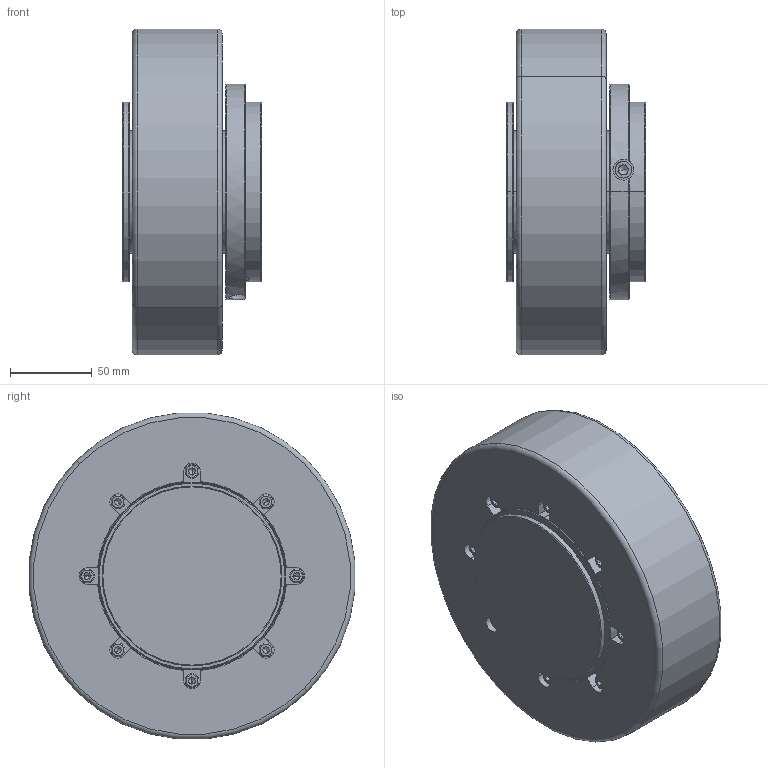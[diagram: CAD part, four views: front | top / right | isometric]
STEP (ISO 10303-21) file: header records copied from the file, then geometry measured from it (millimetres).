
FILE_DESCRIPTION (( 'STEP AP203' ), '1' );
FILE_NAME ('AEQ-115N-020-19-1-H55-W200.STEP', '2024-01-29T02:48:53', ( '' ), ( '' ), 'SwSTEP 2.0', 'SolidWorks 2023', '' );
FILE_SCHEMA (( 'CONFIG_CONTROL_DESIGN' ));
Length unit declared in the file: millimetre
Products named in the file (8): hexagon socket head cap screws gb_GB_FASTENER_SCREWS_HSHCS M6X16-N; 090-19轴锁紧套JA224-030111-19-J2; single coil lock washers light type gb_GB_FASTENER_WASHER_SSWL 5; AEQ-115N-020-19-1-H55-W200; AEQ-115N-L2-19-1（19-70-90-M6）; hexagon socket head cap screws gb_GB_FASTENER_SCREWS_HSHCS M5X45-N; AEQ-115-H55-W200; hex socket set screws with flat point gb_GB_FASTENER_SCREWS_HSFP M12X10-N
Assembly tree (22 placements, depth 2):
  AEQ-115N-020-19-1-H55-W200
    AEQ-115N-L2-19-1（19-70-90-M6）
    090-19轴锁紧套JA224-030111-19-J2
    hexagon socket head cap screws gb_GB_FASTENER_SCREWS_HSHCS M6X16-N
    hex socket set screws with flat point gb_GB_FASTENER_SCREWS_HSFP M12X10-N  x2
    AEQ-115-H55-W200
    hexagon socket head cap screws gb_GB_FASTENER_SCREWS_HSHCS M5X45-N  x8
    single coil lock washers light type gb_GB_FASTENER_WASHER_SSWL 5  x8
Bounding box: 85 x 199.24 x 199.24 mm (x, y, z)
Volume: 1985976.7 mm3; surface area: 217775.4 mm2
Topology: 22 solids, 22 shells, 610 faces, 1476 edges, 908 vertices
Faces by surface type: plane 262, cylinder 201, cone 125, torus 22
Entity records: 11997 total; most frequent: CARTESIAN_POINT 2309, DIRECTION 1891, ORIENTED_EDGE 1680, EDGE_CURVE 840, AXIS2_PLACEMENT_3D 754, VERTEX_POINT 536, EDGE_LOOP 410, CIRCLE 386
